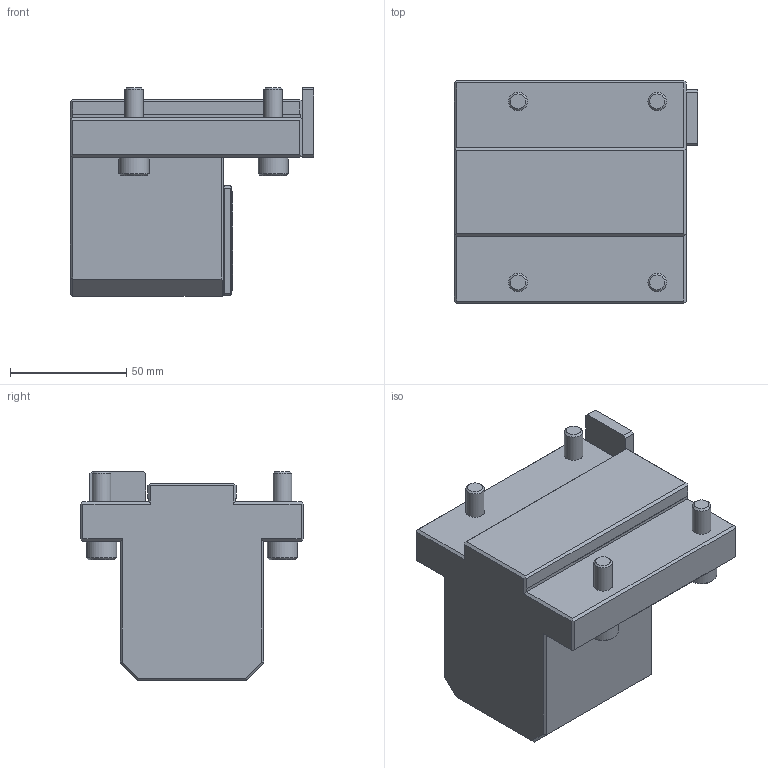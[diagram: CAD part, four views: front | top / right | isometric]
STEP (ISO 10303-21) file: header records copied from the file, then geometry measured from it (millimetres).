
FILE_DESCRIPTION(/* description */ ('Unknown'),/* implementation_level */ '2;1');
FILE_NAME(/* name */ 'C4_TLI_MZ_J_SIM',/* time_stamp */ '2023-04-28T12:50:17+02:00',/* author */ ('WTO KS'),/* organization */ ('WTO'),/* preprocessor_version */ 'ST-DEVELOPER v16.7',/* originating_system */ 'DEX',/* authorisation */ $);
FILE_SCHEMA (('AUTOMOTIVE_DESIGN {1 0 10303 214 3 1 1}'));
Length unit declared in the file: millimetre
Products named in the file (1): C4-TLI-MZ-J
Bounding box: 105 x 96 x 90 mm (x, y, z)
Volume: 438895.7 mm3; surface area: 49719.3 mm2
Topology: 1 solids, 1 shells, 153 faces, 388 edges, 249 vertices
Faces by surface type: plane 114, cylinder 18, cone 16, sphere 4, bspline 1
Full cylindrical faces by diameter (mm): 2.5 x1, 7.2 x4, 8 x4, 13 x4, 40 x1
Entity records: 4453 total; most frequent: CARTESIAN_POINT 885, DIRECTION 710, ORIENTED_EDGE 692, EDGE_CURVE 346, LINE 274, VECTOR 274, VERTEX_POINT 242, AXIS2_PLACEMENT_3D 218
